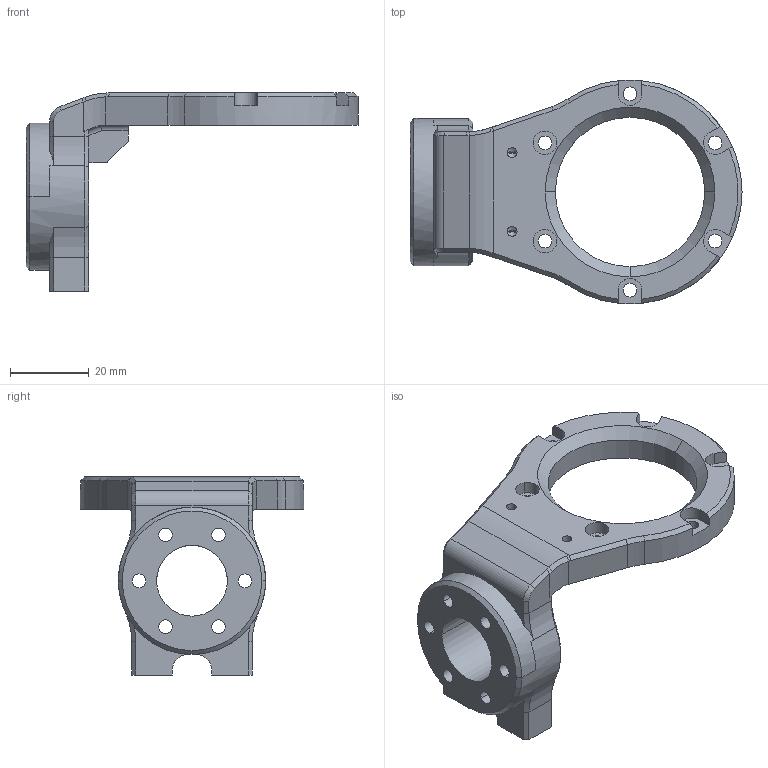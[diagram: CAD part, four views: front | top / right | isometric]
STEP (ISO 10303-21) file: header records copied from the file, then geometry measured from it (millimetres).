
FILE_DESCRIPTION (( 'STEP AP214' ), '1' );
FILE_NAME ('atom忒旋 - 萵掛 (1).STEP', '2025-04-22T09:14:01', ( 'wsy' ), ( '' ), 'SwSTEP 2.0', 'SolidWorks 2020', '' );
FILE_SCHEMA (( 'AUTOMOTIVE_DESIGN' ));
Length unit declared in the file: millimetre
Products named in the file (1): atom忒旋 - 萵掛 (1)
Bounding box: 84.5 x 56.96 x 50.45 mm (x, y, z)
Surface area: 13478 mm2 (no closed solid volume)
Topology: 0 solids, 5 shells, 184 faces, 480 edges, 305 vertices
Faces by surface type: cylinder 85, plane 60, cone 33, bspline 6
Entity records: 8491 total; most frequent: CARTESIAN_POINT 1918, DIRECTION 936, ORIENTED_EDGE 928, EDGE_CURVE 472, AXIS2_PLACEMENT_3D 364, VERTEX_POINT 305, EDGE_LOOP 227, LINE 208
